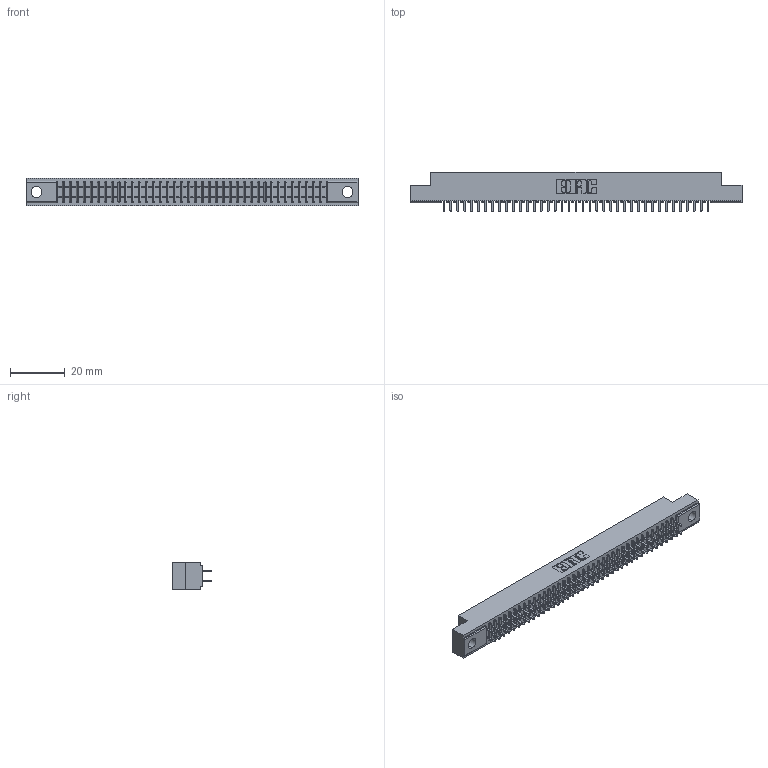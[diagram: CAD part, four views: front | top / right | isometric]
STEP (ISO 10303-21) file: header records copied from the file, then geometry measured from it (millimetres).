
FILE_DESCRIPTION (( 'STEP AP203' ), '1' );
FILE_NAME ('391-078-520-204.STEP', '2018-08-09T15:13:13', ( '' ), ( '' ), 'SwSTEP 2.0', 'SolidWorks 2016', '' );
FILE_SCHEMA (( 'CONFIG_CONTROL_DESIGN' ));
Length unit declared in the file: inch
Products named in the file (3): 341 Part_.156 (3.96) Dia Mounting Holes; 341-292-001_341-292-120; 391-078-520-204
Assembly tree (79 placements, depth 2):
  391-078-520-204
    341 Part_.156 (3.96) Dia Mounting Holes
    341-292-001_341-292-120  x78
Bounding box: 121.28 x 14.27 x 10.16 mm (x, y, z)
Volume: 8850.7 mm3; surface area: 15429.6 mm2
Topology: 79 solids, 79 shells, 5278 faces, 15289 edges, 9902 vertices
Faces by surface type: plane 3202, cylinder 1920, sphere 80, torus 76
Entity records: 48016 total; most frequent: CARTESIAN_POINT 7987, ORIENTED_EDGE 7934, DIRECTION 7745, EDGE_CURVE 3967, VECTOR 3209, LINE 3209, VERTEX_POINT 2510, AXIS2_PLACEMENT_3D 2268
